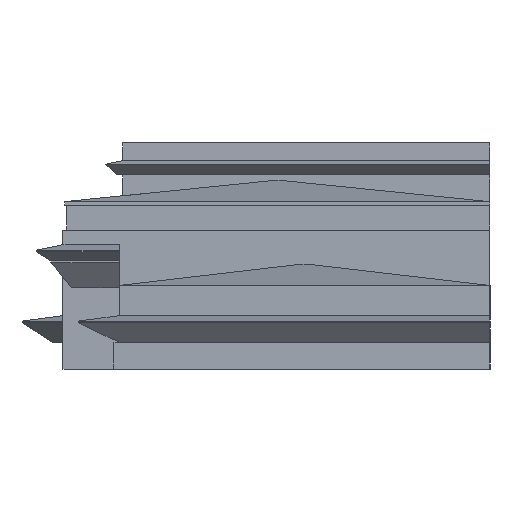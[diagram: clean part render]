
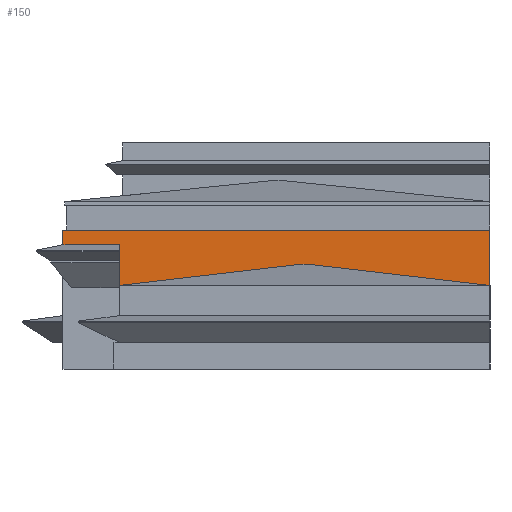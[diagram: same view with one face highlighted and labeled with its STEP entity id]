
A CAD part, left-side view. The second image highlights one B-rep face of the part: STEP entity #150.
In plain terms, the highlighted planar face has unit normal (-1, 0, 0).
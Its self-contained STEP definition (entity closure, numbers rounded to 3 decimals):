
#150=ADVANCED_FACE('',(#895),#897,.T.);
#895=FACE_BOUND('',#896,.T.);
#896=EDGE_LOOP('',(#1945,#1946,#1947,#1948,#1949,#1950,#1951,#1952));
#897=PLANE('',#898);
#898=AXIS2_PLACEMENT_3D('',#899,#900,#901);
#899=CARTESIAN_POINT('',(-116.519,48.8,0.));
#900=DIRECTION('',(-1.,0.,0.));
#901=DIRECTION('',(0.,-1.,0.));
#1945=ORIENTED_EDGE('',*,*,#2609,.T.);
#1946=ORIENTED_EDGE('',*,*,#2610,.F.);
#1947=ORIENTED_EDGE('',*,*,#2611,.F.);
#1948=ORIENTED_EDGE('',*,*,#2612,.F.);
#1949=ORIENTED_EDGE('',*,*,#2462,.T.);
#1950=ORIENTED_EDGE('',*,*,#2555,.F.);
#1951=ORIENTED_EDGE('',*,*,#2613,.F.);
#1952=ORIENTED_EDGE('',*,*,#2614,.T.);
#2462=EDGE_CURVE('',#3059,#3057,#3060,.T.);
#2555=EDGE_CURVE('',#3204,#3057,#3206,.T.);
#2609=EDGE_CURVE('',#3291,#3292,#3293,.T.);
#2610=EDGE_CURVE('',#3294,#3292,#3295,.T.);
#2611=EDGE_CURVE('',#3296,#3294,#3297,.T.);
#2612=EDGE_CURVE('',#3059,#3296,#3298,.T.);
#2613=EDGE_CURVE('',#3299,#3204,#3300,.T.);
#2614=EDGE_CURVE('',#3299,#3291,#3301,.T.);
#3057=VERTEX_POINT('',#4129);
#3059=VERTEX_POINT('',#4133);
#3060=LINE('',#4134,#4135);
#3204=VERTEX_POINT('',#4462);
#3206=LINE('',#4466,#4467);
#3291=VERTEX_POINT('',#4659);
#3292=VERTEX_POINT('',#4660);
#3293=LINE('',#4661,#4662);
#3294=VERTEX_POINT('',#4664);
#3295=LINE('',#4665,#4666);
#3296=VERTEX_POINT('',#4668);
#3297=LINE('',#4669,#4670);
#3298=LINE('',#4672,#4673);
#3299=VERTEX_POINT('',#4675);
#3300=LINE('',#4676,#4677);
#3301=LINE('',#4679,#4680);
#4129=CARTESIAN_POINT('',(-116.519,-71.,176.5));
#4133=CARTESIAN_POINT('',(-116.519,-71.,161.));
#4134=CARTESIAN_POINT('',(-116.519,-71.,161.));
#4135=VECTOR('',#4136,1.);
#4136=DIRECTION('',(0.,0.,1.));
#4462=CARTESIAN_POINT('',(-116.519,48.8,176.5));
#4466=CARTESIAN_POINT('',(-116.519,48.8,176.5));
#4467=VECTOR('',#4468,1.);
#4468=DIRECTION('',(0.,-1.,0.));
#4659=CARTESIAN_POINT('',(-116.519,33.,172.4));
#4660=CARTESIAN_POINT('',(-116.519,33.,161.));
#4661=CARTESIAN_POINT('',(-116.519,33.,172.4));
#4662=VECTOR('',#4663,1.);
#4663=DIRECTION('',(0.,0.,-1.));
#4664=CARTESIAN_POINT('',(-116.519,-18.5,167.));
#4665=CARTESIAN_POINT('',(-116.519,-18.5,167.));
#4666=VECTOR('',#4667,1.);
#4667=DIRECTION('',(0.,0.993,-0.116));
#4668=CARTESIAN_POINT('',(-116.519,-19.5,167.));
#4669=CARTESIAN_POINT('',(-116.519,-19.5,167.));
#4670=VECTOR('',#4671,1.);
#4671=DIRECTION('',(0.,1.,0.));
#4672=CARTESIAN_POINT('',(-116.519,-71.,161.));
#4673=VECTOR('',#4674,1.);
#4674=DIRECTION('',(0.,0.993,0.116));
#4675=CARTESIAN_POINT('',(-116.519,48.8,172.4));
#4676=CARTESIAN_POINT('',(-116.519,48.8,172.4));
#4677=VECTOR('',#4678,1.);
#4678=DIRECTION('',(0.,0.,1.));
#4679=CARTESIAN_POINT('',(-116.519,48.8,172.4));
#4680=VECTOR('',#4681,1.);
#4681=DIRECTION('',(0.,-1.,0.));
